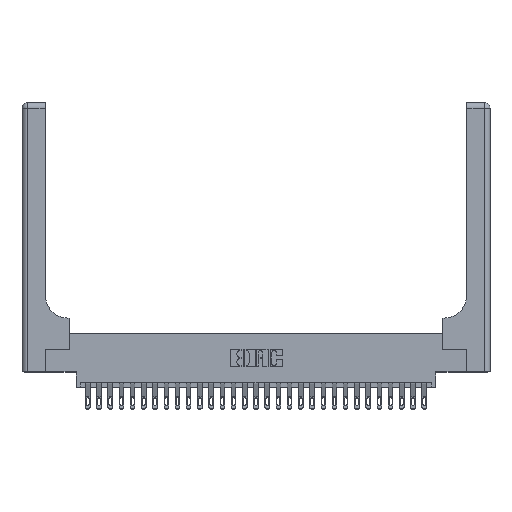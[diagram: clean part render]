
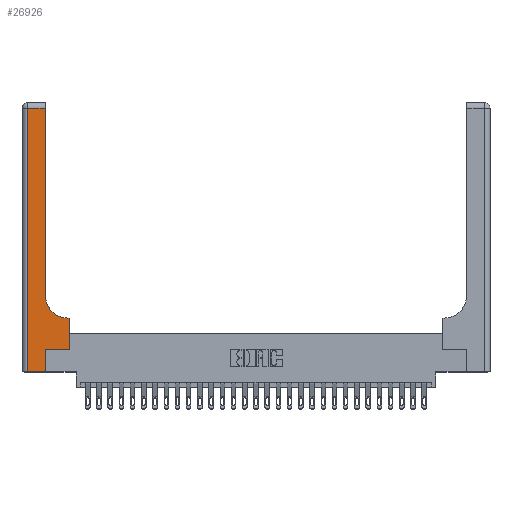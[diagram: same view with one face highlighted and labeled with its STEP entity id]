
A CAD part, top view. The second image highlights one B-rep face of the part: STEP entity #26926.
In plain terms, the highlighted planar face has unit normal (0, 0, 1).
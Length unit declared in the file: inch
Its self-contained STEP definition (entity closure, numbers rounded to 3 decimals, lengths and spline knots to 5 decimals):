
#1185 = CARTESIAN_POINT ( 'NONE',  ( 0.06, 2.94, 0.37 ) ) ;
#1893 = VECTOR ( 'NONE', #15381, 39.37008 ) ;
#1957 = ORIENTED_EDGE ( 'NONE', *, *, #16352, .T. ) ;
#2328 = EDGE_CURVE ( 'NONE', #18740, #11881, #4925, .T. ) ;
#2639 = ORIENTED_EDGE ( 'NONE', *, *, #2328, .T. ) ;
#2737 = LINE ( 'NONE', #12028, #18971 ) ;
#2774 = EDGE_LOOP ( 'NONE', ( #12574, #18219, #13273, #2639, #4617, #5568, #11220, #23171, #1957 ) ) ;
#3251 = AXIS2_PLACEMENT_3D ( 'NONE', #15376, #6888, #21740 ) ;
#3940 = VERTEX_POINT ( 'NONE', #13566 ) ;
#4617 = ORIENTED_EDGE ( 'NONE', *, *, #11371, .T. ) ;
#4743 = LINE ( 'NONE', #18528, #26593 ) ;
#4925 = LINE ( 'NONE', #9889, #9885 ) ;
#5299 = VECTOR ( 'NONE', #22729, 39.37008 ) ;
#5477 = LINE ( 'NONE', #12061, #23084 ) ;
#5568 = ORIENTED_EDGE ( 'NONE', *, *, #22422, .T. ) ;
#6432 = FACE_OUTER_BOUND ( 'NONE', #2774, .T. ) ;
#6888 = DIRECTION ( 'NONE',  ( 0., 0., -1. ) ) ;
#7320 = AXIS2_PLACEMENT_3D ( 'NONE', #23137, #10423, #25231 ) ;
#7840 = CARTESIAN_POINT ( 'NONE',  ( 0.265, 0., 0.37 ) ) ;
#8267 = VERTEX_POINT ( 'NONE', #20402 ) ;
#8815 = VERTEX_POINT ( 'NONE', #13755 ) ;
#9885 = VECTOR ( 'NONE', #11845, 39.37008 ) ;
#9889 = CARTESIAN_POINT ( 'NONE',  ( 0., 0., 0.37 ) ) ;
#10374 = CARTESIAN_POINT ( 'NONE',  ( 0.26, 0.85, 0.37 ) ) ;
#10423 = DIRECTION ( 'NONE',  ( 0., 0., -1. ) ) ;
#10788 = DIRECTION ( 'NONE',  ( -1., 0., 0. ) ) ;
#11220 = ORIENTED_EDGE ( 'NONE', *, *, #20395, .T. ) ;
#11371 = EDGE_CURVE ( 'NONE', #11881, #11935, #17757, .T. ) ;
#11845 = DIRECTION ( 'NONE',  ( 1., 0., 0. ) ) ;
#11881 = VERTEX_POINT ( 'NONE', #14089 ) ;
#11935 = VERTEX_POINT ( 'NONE', #14620 ) ;
#12028 = CARTESIAN_POINT ( 'NONE',  ( 0.265, 0.25, 0.37 ) ) ;
#12061 = CARTESIAN_POINT ( 'NONE',  ( 0.528, 0.25, 0.37 ) ) ;
#12199 = VERTEX_POINT ( 'NONE', #21733 ) ;
#12574 = ORIENTED_EDGE ( 'NONE', *, *, #23781, .T. ) ;
#13244 = CARTESIAN_POINT ( 'NONE',  ( 0.06, 3., 0.37 ) ) ;
#13273 = ORIENTED_EDGE ( 'NONE', *, *, #19151, .T. ) ;
#13566 = CARTESIAN_POINT ( 'NONE',  ( 0.51, 0.6, 0.37 ) ) ;
#13739 = CARTESIAN_POINT ( 'NONE',  ( 0.06, 0., 0.37 ) ) ;
#13755 = CARTESIAN_POINT ( 'NONE',  ( 0.26, 2.94, 0.37 ) ) ;
#14089 = CARTESIAN_POINT ( 'NONE',  ( 0.265, 0., 0.37 ) ) ;
#14181 = DIRECTION ( 'NONE',  ( 1., 0., 0. ) ) ;
#14291 = DIRECTION ( 'NONE',  ( 0., 1., 0. ) ) ;
#14620 = CARTESIAN_POINT ( 'NONE',  ( 0.265, 0.25, 0.37 ) ) ;
#15376 = CARTESIAN_POINT ( 'NONE',  ( 0., 3., 0.37 ) ) ;
#15381 = DIRECTION ( 'NONE',  ( 0., -1., 0. ) ) ;
#16319 = CIRCLE ( 'NONE', #7320, 0.25 ) ;
#16352 = EDGE_CURVE ( 'NONE', #3940, #23896, #16319, .T. ) ;
#17110 = VECTOR ( 'NONE', #14291, 39.37008 ) ;
#17757 = LINE ( 'NONE', #7840, #17110 ) ;
#18219 = ORIENTED_EDGE ( 'NONE', *, *, #21998, .T. ) ;
#18528 = CARTESIAN_POINT ( 'NONE',  ( 0.26, 0.6, 0.37 ) ) ;
#18740 = VERTEX_POINT ( 'NONE', #13739 ) ;
#18768 = LINE ( 'NONE', #13244, #1893 ) ;
#18971 = VECTOR ( 'NONE', #14181, 39.37008 ) ;
#19000 = LINE ( 'NONE', #25592, #23320 ) ;
#19151 = EDGE_CURVE ( 'NONE', #21683, #18740, #18768, .T. ) ;
#20395 = EDGE_CURVE ( 'NONE', #8267, #12199, #5477, .T. ) ;
#20402 = CARTESIAN_POINT ( 'NONE',  ( 0.528, 0.25, 0.37 ) ) ;
#20454 = DIRECTION ( 'NONE',  ( -1., 0., 0. ) ) ;
#20573 = CARTESIAN_POINT ( 'NONE',  ( 0.26, 3., 0.37 ) ) ;
#21151 = EDGE_CURVE ( 'NONE', #12199, #3940, #4743, .T. ) ;
#21683 = VERTEX_POINT ( 'NONE', #1185 ) ;
#21733 = CARTESIAN_POINT ( 'NONE',  ( 0.528, 0.6, 0.37 ) ) ;
#21740 = DIRECTION ( 'NONE',  ( -1., 0., 0. ) ) ;
#21998 = EDGE_CURVE ( 'NONE', #8815, #21683, #19000, .T. ) ;
#22231 = LINE ( 'NONE', #20573, #5299 ) ;
#22422 = EDGE_CURVE ( 'NONE', #11935, #8267, #2737, .T. ) ;
#22729 = DIRECTION ( 'NONE',  ( 0., 1., 0. ) ) ;
#23084 = VECTOR ( 'NONE', #26853, 39.37008 ) ;
#23137 = CARTESIAN_POINT ( 'NONE',  ( 0.51, 0.85, 0.37 ) ) ;
#23171 = ORIENTED_EDGE ( 'NONE', *, *, #21151, .T. ) ;
#23320 = VECTOR ( 'NONE', #10788, 39.37008 ) ;
#23781 = EDGE_CURVE ( 'NONE', #23896, #8815, #22231, .T. ) ;
#23896 = VERTEX_POINT ( 'NONE', #10374 ) ;
#25231 = DIRECTION ( 'NONE',  ( 1., 0., 0. ) ) ;
#25592 = CARTESIAN_POINT ( 'NONE',  ( 0., 2.94, 0.37 ) ) ;
#25892 = PLANE ( 'NONE',  #3251 ) ;
#26593 = VECTOR ( 'NONE', #20454, 39.37008 ) ;
#26853 = DIRECTION ( 'NONE',  ( 0., 1., 0. ) ) ;
#26926 = ADVANCED_FACE ( 'NONE', ( #6432 ), #25892, .F. ) ;
